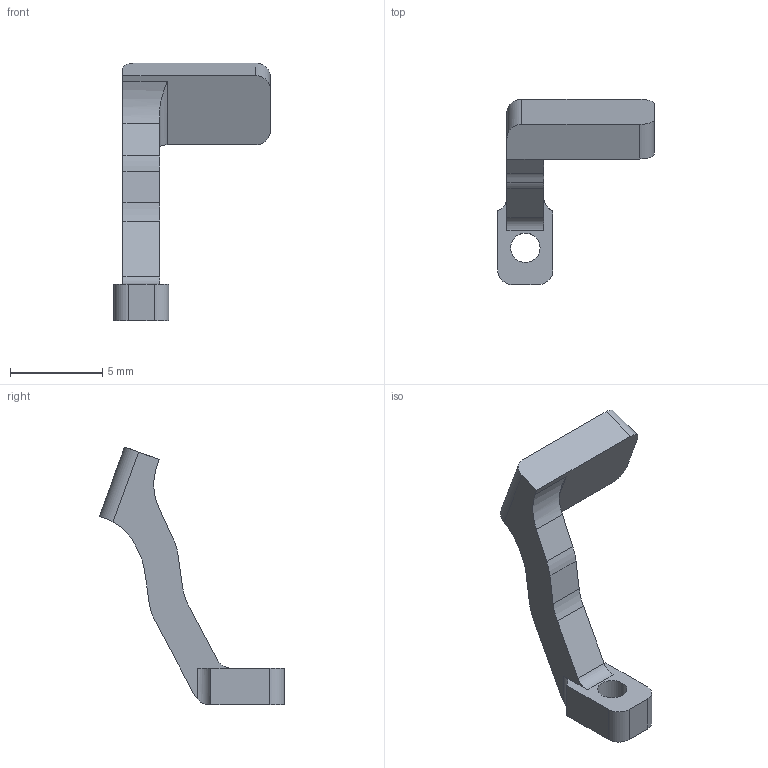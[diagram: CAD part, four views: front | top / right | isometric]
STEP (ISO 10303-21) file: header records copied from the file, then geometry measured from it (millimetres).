
FILE_DESCRIPTION(/* description */ (''),/* implementation_level */ '2;1');
FILE_NAME(/* name */ 'battery-stopper-1.stp',/* time_stamp */ '2025-02-09T09:03:15+09:00',/* author */ ('IshiiLabHonda'),/* organization */ (''),/* preprocessor_version */ 'ST-DEVELOPER v19.2',/* originating_system */ 'Autodesk Inventor 2023',/* authorisation */ '');
FILE_SCHEMA (('AUTOMOTIVE_DESIGN { 1 0 10303 214 3 1 1 }'));
Length unit declared in the file: millimetre
Products named in the file (1): battery-stopper-1
Bounding box: 8.5 x 10.05 x 14 mm (x, y, z)
Volume: 124.7 mm3; surface area: 237.1 mm2
Topology: 1 solids, 1 shells, 35 faces, 127 edges, 129 vertices
Faces by surface type: plane 18, cylinder 17
Full cylindrical faces by diameter (mm): 1.6 x1
Entity records: 1344 total; most frequent: CARTESIAN_POINT 294, DIRECTION 198, ORIENTED_EDGE 194, EDGE_CURVE 97, AXIS2_PLACEMENT_3D 68, VERTEX_POINT 64, LINE 62, VECTOR 62
